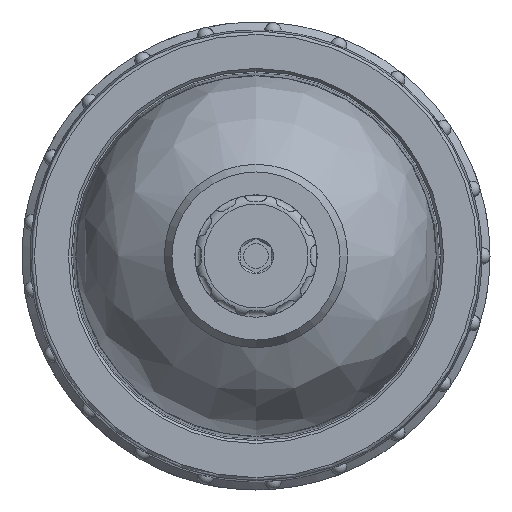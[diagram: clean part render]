
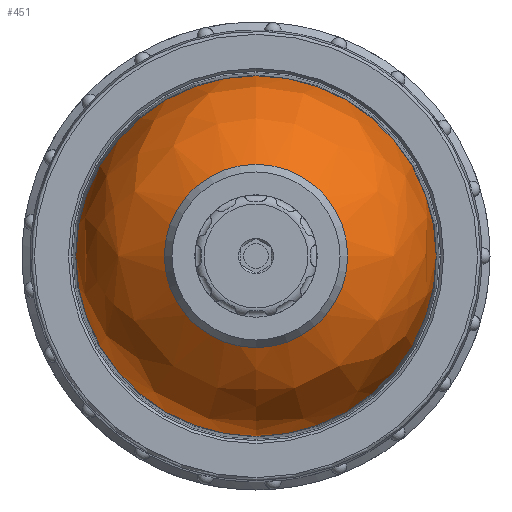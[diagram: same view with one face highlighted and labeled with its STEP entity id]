
A CAD part, front view. The second image highlights one B-rep face of the part: STEP entity #451.
In plain terms, the highlighted free-form (B-spline) face has degree [3, 3] with [4, 7] control points.
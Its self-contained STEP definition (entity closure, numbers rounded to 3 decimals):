
#451 = ADVANCED_FACE( '', ( #1082, #1083 ), #1084, .T. );
#1082 = FACE_OUTER_BOUND( '', #1716, .T. );
#1083 = FACE_OUTER_BOUND( '', #1717, .T. );
#1084 = ( BOUNDED_SURFACE(  )B_SPLINE_SURFACE( 3, 3, ( ( #1720, #1721, #1722, #1723, #1724, #1725, #1726 ), ( #1727, #1728, #1729, #1730, #1731, #1732, #1733 ), ( #1734, #1735, #1736, #1737, #1738, #1739, #1740 ), ( #1741, #1742, #1743, #1744, #1745, #1746, #1747 ) ), .UNSPECIFIED., .F., .T., .F. )B_SPLINE_SURFACE_WITH_KNOTS( ( 4, 4 ), ( 4, 3, 4 ), ( 0., 6.283 ), ( 0.006, 0.572, 1.137 ), .UNSPECIFIED. )GEOMETRIC_REPRESENTATION_ITEM(  )RATIONAL_B_SPLINE_SURFACE( ( ( 1., 0.333, 0.333, 1., 0.333, 0.333, 1. ), ( 0.896, 0.299, 0.299, 0.896, 0.299, 0.299, 0.896 ), ( 0.896, 0.299, 0.299, 0.896, 0.299, 0.299, 0.896 ), ( 1., 0.333, 0.333, 1., 0.333, 0.333, 1. ) ) )REPRESENTATION_ITEM( '' )SURFACE(  ) );
#1716 = EDGE_LOOP( '', ( #4053 ) );
#1717 = EDGE_LOOP( '', ( #4054 ) );
#1720 = CARTESIAN_POINT( '', ( 0., -94.498, -15.001 ) );
#1721 = CARTESIAN_POINT( '', ( 30.003, -94.498, -15.001 ) );
#1722 = CARTESIAN_POINT( '', ( 30.003, -94.498, 15.001 ) );
#1723 = CARTESIAN_POINT( '', ( 0., -94.498, 15.001 ) );
#1724 = CARTESIAN_POINT( '', ( -30.003, -94.498, 15.001 ) );
#1725 = CARTESIAN_POINT( '', ( -30.003, -94.498, -15.001 ) );
#1726 = CARTESIAN_POINT( '', ( 0., -94.498, -15.001 ) );
#1727 = CARTESIAN_POINT( '', ( 0., -90.313, -24.043 ) );
#1728 = CARTESIAN_POINT( '', ( 48.085, -90.313, -24.043 ) );
#1729 = CARTESIAN_POINT( '', ( 48.085, -90.313, 24.043 ) );
#1730 = CARTESIAN_POINT( '', ( 0., -90.313, 24.043 ) );
#1731 = CARTESIAN_POINT( '', ( -48.085, -90.313, 24.043 ) );
#1732 = CARTESIAN_POINT( '', ( -48.085, -90.313, -24.043 ) );
#1733 = CARTESIAN_POINT( '', ( 0., -90.313, -24.043 ) );
#1734 = CARTESIAN_POINT( '', ( 0., -81.935, -29.435 ) );
#1735 = CARTESIAN_POINT( '', ( 58.87, -81.935, -29.435 ) );
#1736 = CARTESIAN_POINT( '', ( 58.87, -81.935, 29.435 ) );
#1737 = CARTESIAN_POINT( '', ( 0., -81.935, 29.435 ) );
#1738 = CARTESIAN_POINT( '', ( -58.87, -81.935, 29.435 ) );
#1739 = CARTESIAN_POINT( '', ( -58.87, -81.935, -29.435 ) );
#1740 = CARTESIAN_POINT( '', ( 0., -81.935, -29.435 ) );
#1741 = CARTESIAN_POINT( '', ( 0., -71.972, -29.499 ) );
#1742 = CARTESIAN_POINT( '', ( 58.999, -71.972, -29.499 ) );
#1743 = CARTESIAN_POINT( '', ( 58.999, -71.972, 29.499 ) );
#1744 = CARTESIAN_POINT( '', ( 0., -71.972, 29.499 ) );
#1745 = CARTESIAN_POINT( '', ( -58.999, -71.972, 29.499 ) );
#1746 = CARTESIAN_POINT( '', ( -58.999, -71.972, -29.499 ) );
#1747 = CARTESIAN_POINT( '', ( 0., -71.972, -29.499 ) );
#4053 = ORIENTED_EDGE( '', *, *, #4796, .T. );
#4054 = ORIENTED_EDGE( '', *, *, #4797, .F. );
#4796 = EDGE_CURVE( '', #5988, #5988, #5989, .T. );
#4797 = EDGE_CURVE( '', #5990, #5990, #5991, .T. );
#5988 = VERTEX_POINT( '', #9021 );
#5989 = CIRCLE( '', #9022, 29.499 );
#5990 = VERTEX_POINT( '', #9023 );
#5991 = CIRCLE( '', #9024, 15.001 );
#9021 = CARTESIAN_POINT( '', ( 0., -71.972, -29.499 ) );
#9022 = AXIS2_PLACEMENT_3D( '', #9988, #9989, #9990 );
#9023 = CARTESIAN_POINT( '', ( 0., -94.498, -15.001 ) );
#9024 = AXIS2_PLACEMENT_3D( '', #9991, #9992, #9993 );
#9988 = CARTESIAN_POINT( '', ( 0., -71.972, 0. ) );
#9989 = DIRECTION( '', ( 0., -1., 0. ) );
#9990 = DIRECTION( '', ( 0., 0., -1. ) );
#9991 = CARTESIAN_POINT( '', ( 0., -94.498, 0. ) );
#9992 = DIRECTION( '', ( 0., -1., 0. ) );
#9993 = DIRECTION( '', ( 0., 0., -1. ) );
